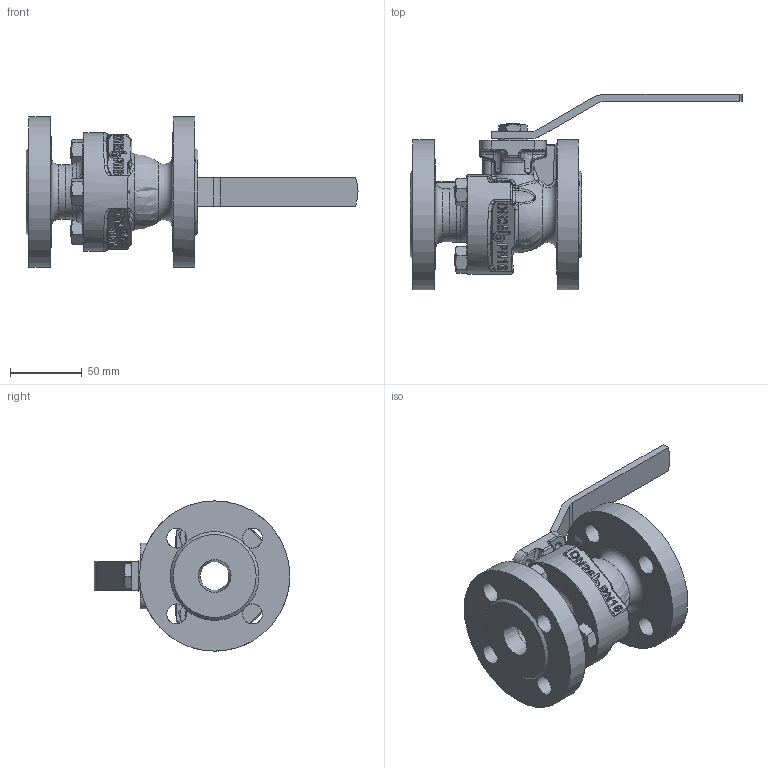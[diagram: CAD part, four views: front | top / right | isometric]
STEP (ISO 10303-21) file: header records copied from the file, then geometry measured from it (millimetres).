
FILE_DESCRIPTION( ( 'Unknown' ), '1' );
FILE_NAME( '4.170.020.stp', 'Unknown', ( 'Unknown' ), ( 'Unknown' ), 'PSStep 13.0', 'Unknown', ' ' );
FILE_SCHEMA( ( 'AUTOMOTIVE_DESIGN { 1 0 10303 214 1 1 1 1 }' ) );
Length unit declared in the file: millimetre
Products named in the file (2): Assem1; B2.DN020
Bounding box: 232 x 136.68 x 105 mm (x, y, z)
Volume: 993122 mm3; surface area: 185509.3 mm2
Topology: 2 solids, 8 shells, 1864 faces, 4814 edges, 3006 vertices
Faces by surface type: bspline 664, plane 634, cylinder 300, cone 182, torus 62, sphere 22
Full cylindrical faces by diameter (mm): 6 x8, 8.5 x6, 10 x6, 11 x6, 14 x16, 20 x2, 21.1 x2, 22.5 x2, 105 x4
Entity records: 61361 total; most frequent: CARTESIAN_POINT 34256, ORIENTED_EDGE 4634, DIRECTION 3173, EDGE_CURVE 2317, VERTEX_POINT 1472, AXIS2_PLACEMENT_3D 1166, EDGE_LOOP 1042, FACE_OUTER_BOUND 959
